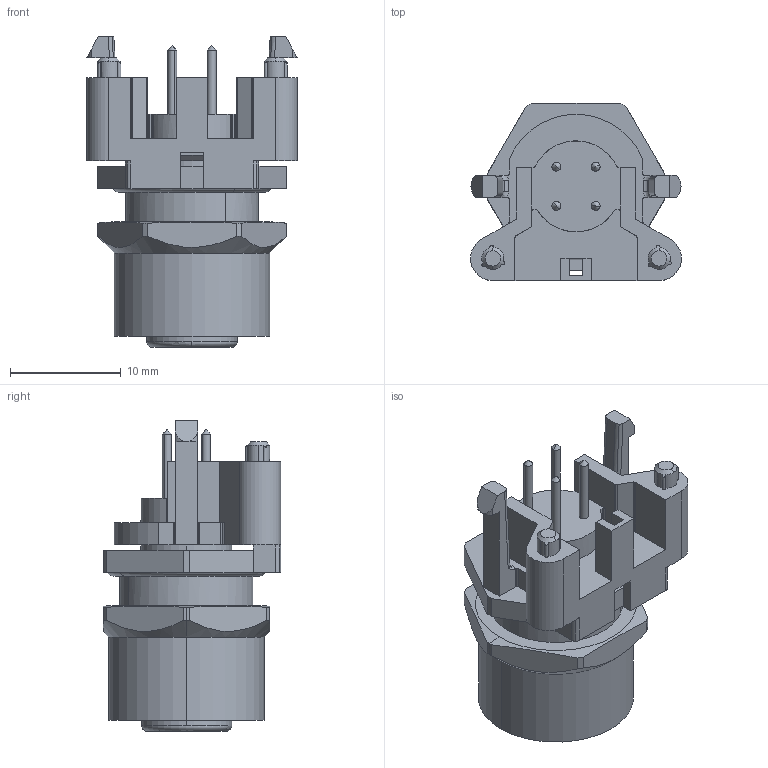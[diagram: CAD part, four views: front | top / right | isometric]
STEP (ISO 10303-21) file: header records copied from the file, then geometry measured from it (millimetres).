
FILE_DESCRIPTION(('CATIA V5R24 STEP','CAx-IF Rec.Pracs.--- Model Styling and Organization---1.2---2011-12-15'),'2;1');
FILE_NAME ('D1461826_0_2422700000_2422700000.stp','2017-05-15T08:09:50+00:00',('none'),('Weidmueller'),'CATIA Version 5-6 Release 2014 SP4 HF52','CATIA V5 STEP AP214','none');
FILE_SCHEMA(('AUTOMOTIVE_DESIGN { 1 0 10303 214 1 1 1 1 }'));
Length unit declared in the file: millimetre
Products named in the file (1): v5-standard_part
Bounding box: 19 x 16 x 28 mm (x, y, z)
Volume: 3066.5 mm3; surface area: 3103.3 mm2
Topology: 1 solids, 1 shells, 374 faces, 1073 edges, 730 vertices
Faces by surface type: cylinder 150, plane 149, bspline 41, cone 22, torus 12
Entity records: 14215 total; most frequent: CARTESIAN_POINT 4757, ORIENTED_EDGE 2146, DIRECTION 1386, EDGE_CURVE 1073, VERTEX_POINT 730, AXIS2_PLACEMENT_3D 547, VECTOR 505, LINE 505
